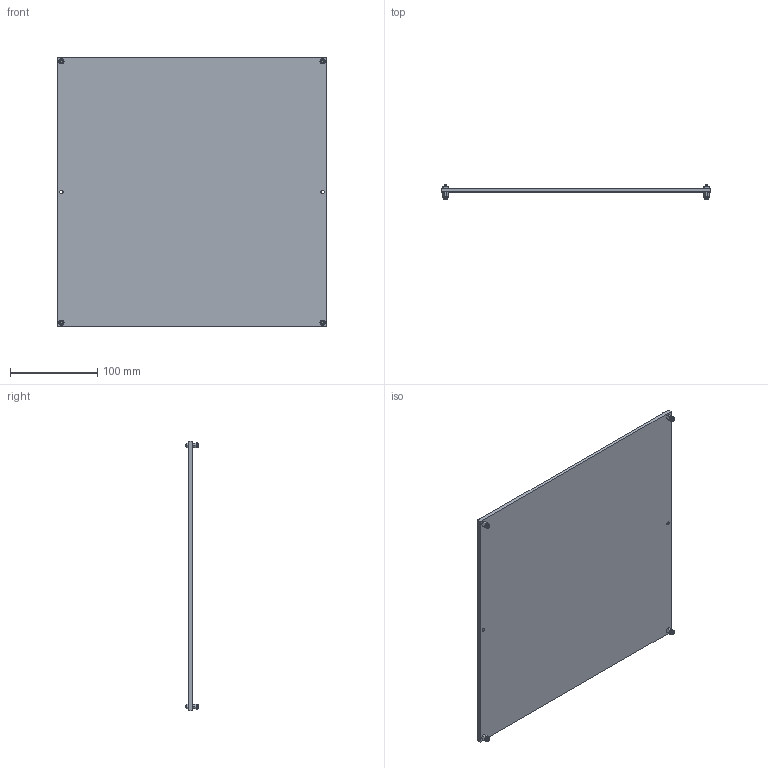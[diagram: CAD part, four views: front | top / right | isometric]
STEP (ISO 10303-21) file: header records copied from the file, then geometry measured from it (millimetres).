
FILE_DESCRIPTION (( 'STEP AP214' ), '1' );
FILE_NAME ('104578~0.STEP', '2020-06-05T12:25:03', ( '' ), ( '' ), 'SwSTEP 2.0', 'SolidWorks 2018', '' );
FILE_SCHEMA (( 'AUTOMOTIVE_DESIGN' ));
Length unit declared in the file: millimetre
Products named in the file (6): 104578~0; DIN7991~n_M03,0x016 VA; SKB-II~-s-k-i-i_M3,0x05 St; 104579~0_S; DIN934~n_M03,0; 15148~0
Assembly tree (17 placements, depth 2):
  104578~0
    104579~0_S
    SKB-II~-s-k-i-i_M3,0x05 St  x4
    15148~0  x4
    DIN7991~n_M03,0x016 VA  x4
    DIN934~n_M03,0  x4
Bounding box: 310 x 16 x 310 mm (x, y, z)
Volume: 385212.7 mm3; surface area: 199576.1 mm2
Topology: 17 solids, 17 shells, 668 faces, 1832 edges, 1208 vertices
Faces by surface type: cylinder 292, plane 248, cone 128
Entity records: 8122 total; most frequent: CARTESIAN_POINT 1541, DIRECTION 1368, ORIENTED_EDGE 1312, EDGE_CURVE 656, AXIS2_PLACEMENT_3D 501, VERTEX_POINT 434, VECTOR 366, LINE 366
